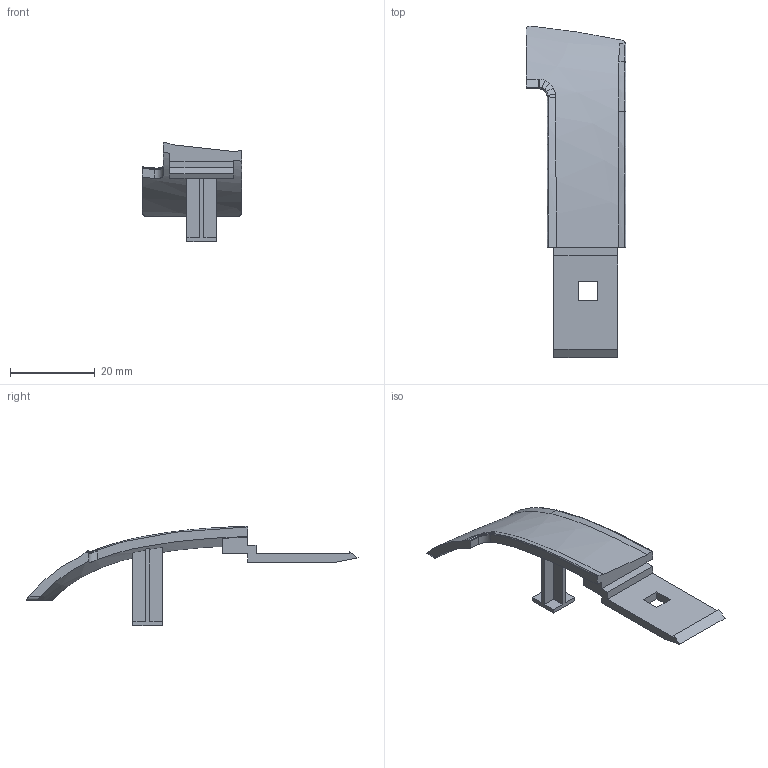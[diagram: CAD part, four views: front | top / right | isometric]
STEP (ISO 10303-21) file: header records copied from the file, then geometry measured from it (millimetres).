
FILE_DESCRIPTION(/* description */ (''),/* implementation_level */ '2;1');
FILE_NAME(/* name */ 'B2.step',/* time_stamp */ '2025-05-18T10:04:37+09:00',/* author */ (''),/* organization */ (''),/* preprocessor_version */ 'ST-DEVELOPER v20.1',/* originating_system */ 'Autodesk Translation Framework v14.4.0.0',/* authorisation */ '');
FILE_SCHEMA (('AUTOMOTIVE_DESIGN { 1 0 10303 214 3 1 1 }'));
Length unit declared in the file: millimetre
Products named in the file (1): B2 (1)
Bounding box: 23.4 x 78.12 x 23.5 mm (x, y, z)
Volume: 3494.2 mm3; surface area: 4117.7 mm2
Topology: 1 solids, 1 shells, 73 faces, 194 edges, 124 vertices
Faces by surface type: plane 41, bspline 29, cylinder 3
Entity records: 3239 total; most frequent: CARTESIAN_POINT 1651, ORIENTED_EDGE 388, DIRECTION 202, EDGE_CURVE 194, VERTEX_POINT 124, LINE 100, VECTOR 100, B_SPLINE_CURVE_WITH_KNOTS 88
